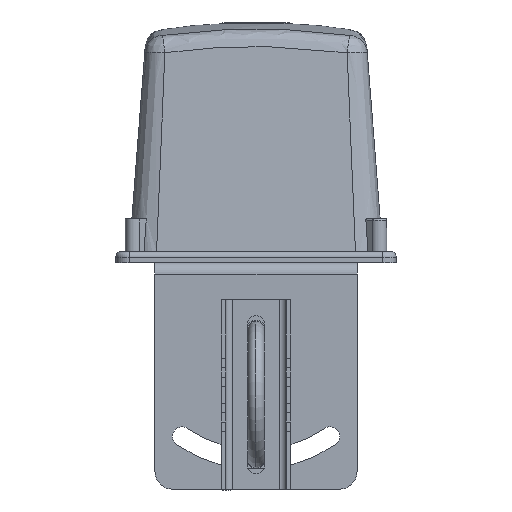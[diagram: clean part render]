
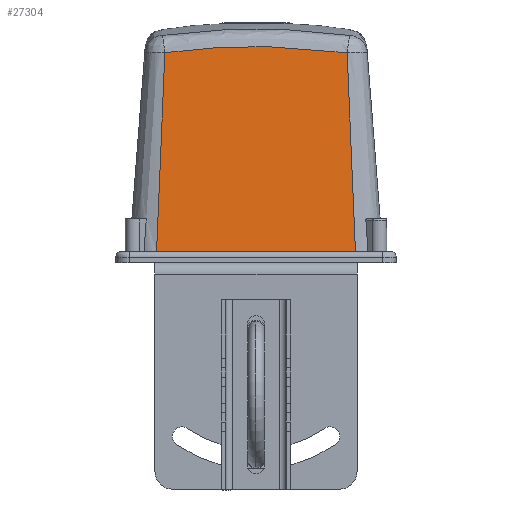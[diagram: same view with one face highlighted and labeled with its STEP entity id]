
A CAD part, left-side view. The second image highlights one B-rep face of the part: STEP entity #27304.
In plain terms, the highlighted planar face has unit normal (-0.997, 0, 0.077).
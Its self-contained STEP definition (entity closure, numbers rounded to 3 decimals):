
#593 = LINE ( 'NONE', #23342, #34918 ) ;
#1315 = DIRECTION ( 'NONE',  ( -0.997, 0., 0.077 ) ) ;
#1646 = CARTESIAN_POINT ( 'NONE',  ( -249.492, -36.598, 73.032 ) ) ;
#1772 = CARTESIAN_POINT ( 'NONE',  ( -252.314, 31.835, 36.564 ) ) ;
#3620 = EDGE_CURVE ( 'NONE', #20216, #30644, #16880, .T. ) ;
#4116 = EDGE_CURVE ( 'NONE', #32708, #5302, #10907, .T. ) ;
#4293 = FACE_OUTER_BOUND ( 'NONE', #31108, .T. ) ;
#4390 = LINE ( 'NONE', #1772, #9521 ) ;
#4460 = ORIENTED_EDGE ( 'NONE', *, *, #4116, .T. ) ;
#5302 = VERTEX_POINT ( 'NONE', #10915 ) ;
#5707 = EDGE_CURVE ( 'NONE', #20216, #5302, #593, .T. ) ;
#7673 = AXIS2_PLACEMENT_3D ( 'NONE', #29476, #1315, #21623 ) ;
#8362 = ORIENTED_EDGE ( 'NONE', *, *, #3620, .T. ) ;
#9521 = VECTOR ( 'NONE', #36284, 1000. ) ;
#10907 = LINE ( 'NONE', #25436, #25958 ) ;
#10915 = CARTESIAN_POINT ( 'NONE',  ( -255.143, -39.641, 0. ) ) ;
#11543 = EDGE_CURVE ( 'NONE', #32708, #30644, #4390, .T. ) ;
#12816 = CARTESIAN_POINT ( 'NONE',  ( -249.492, 30.316, 73.032 ) ) ;
#13200 = CARTESIAN_POINT ( 'NONE',  ( -249.375, -25.497, 74.539 ) ) ;
#16880 = B_SPLINE_CURVE_WITH_KNOTS ( 'NONE', 3,
 ( #1646, #13200, #24744, #24570, #36153, #21415 ),
 .UNSPECIFIED., .F., .F.,
 ( 4, 2, 4 ),
 ( 0., 0.5, 1. ),
 .UNSPECIFIED. ) ;
#20216 = VERTEX_POINT ( 'NONE', #25294 ) ;
#21073 = PLANE ( 'NONE',  #7673 ) ;
#21415 = CARTESIAN_POINT ( 'NONE',  ( -249.492, 30.316, 73.032 ) ) ;
#21623 = DIRECTION ( 'NONE',  ( 0.077, 0., 0.997 ) ) ;
#22981 = DIRECTION ( 'NONE',  ( -0.077, -0.042, -0.996 ) ) ;
#23342 = CARTESIAN_POINT ( 'NONE',  ( -252.314, -38.118, 36.564 ) ) ;
#24570 = CARTESIAN_POINT ( 'NONE',  ( -249.317, 8.062, 75.292 ) ) ;
#24744 = CARTESIAN_POINT ( 'NONE',  ( -249.317, -14.344, 75.292 ) ) ;
#25294 = CARTESIAN_POINT ( 'NONE',  ( -249.492, -36.598, 73.032 ) ) ;
#25436 = CARTESIAN_POINT ( 'NONE',  ( -255.143, -57.591, 0. ) ) ;
#25958 = VECTOR ( 'NONE', #33668, 1000. ) ;
#26139 = CARTESIAN_POINT ( 'NONE',  ( -255.143, 33.359, 0. ) ) ;
#27304 = ADVANCED_FACE ( 'NONE', ( #4293 ), #21073, .T. ) ;
#29476 = CARTESIAN_POINT ( 'NONE',  ( -255.434, 37.009, -3.763 ) ) ;
#30590 = ORIENTED_EDGE ( 'NONE', *, *, #11543, .F. ) ;
#30644 = VERTEX_POINT ( 'NONE', #12816 ) ;
#31108 = EDGE_LOOP ( 'NONE', ( #30590, #4460, #32179, #8362 ) ) ;
#32179 = ORIENTED_EDGE ( 'NONE', *, *, #5707, .F. ) ;
#32708 = VERTEX_POINT ( 'NONE', #26139 ) ;
#33668 = DIRECTION ( 'NONE',  ( 0., -1., 0. ) ) ;
#34918 = VECTOR ( 'NONE', #22981, 1000. ) ;
#36153 = CARTESIAN_POINT ( 'NONE',  ( -249.375, 19.215, 74.539 ) ) ;
#36284 = DIRECTION ( 'NONE',  ( 0.077, -0.042, 0.996 ) ) ;
